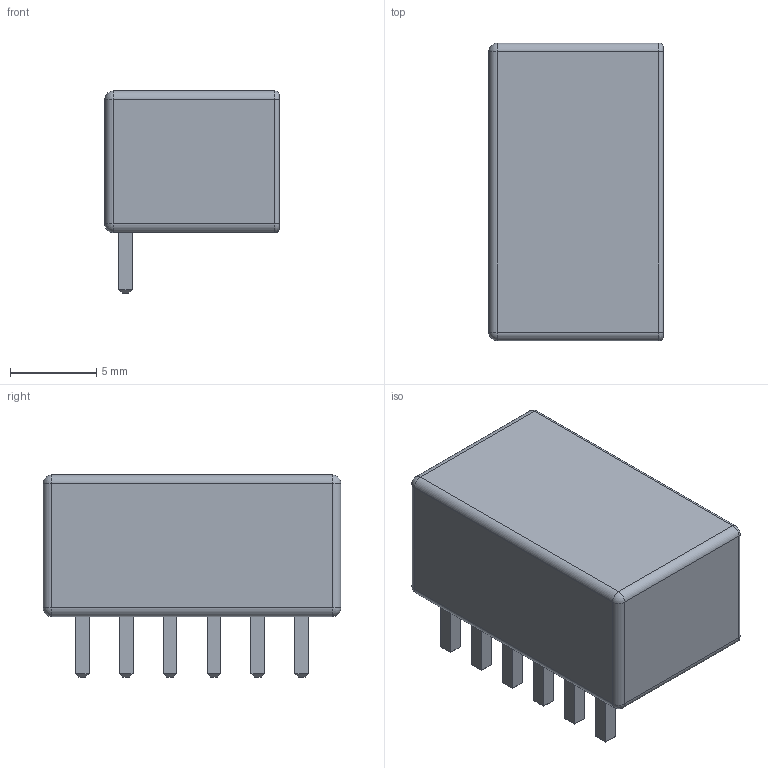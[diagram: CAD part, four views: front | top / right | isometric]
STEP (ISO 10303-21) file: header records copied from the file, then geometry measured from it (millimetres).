
FILE_DESCRIPTION(/* description */ (''),/* implementation_level */ '2;1');
FILE_NAME(/* name */ 'XY2500RT-2.54-XINYA-6 Pin.step',/* time_stamp */ '2025-06-09T00:25:26+05:30',/* author */ (''),/* organization */ (''),/* preprocessor_version */ 'ST-DEVELOPER v20.1',/* originating_system */ 'Autodesk Translation Framework v14.10.0.0',/* authorisation */ '');
FILE_SCHEMA (('AUTOMOTIVE_DESIGN { 1 0 10303 214 3 1 1 }'));
Length unit declared in the file: millimetre
Products named in the file (1): XY2500RT-2.54-XINYA-6 Pin
Bounding box: 10.1 x 17.24 x 11.7 mm (x, y, z)
Volume: 700 mm3; surface area: 1684.6 mm2
Topology: 7 solids, 7 shells, 205 faces, 520 edges, 324 vertices
Faces by surface type: plane 173, cylinder 24, sphere 4, bspline 4
Entity records: 6083 total; most frequent: CARTESIAN_POINT 1082, ORIENTED_EDGE 1040, DIRECTION 976, EDGE_CURVE 520, LINE 468, VECTOR 468, VERTEX_POINT 324, AXIS2_PLACEMENT_3D 254
